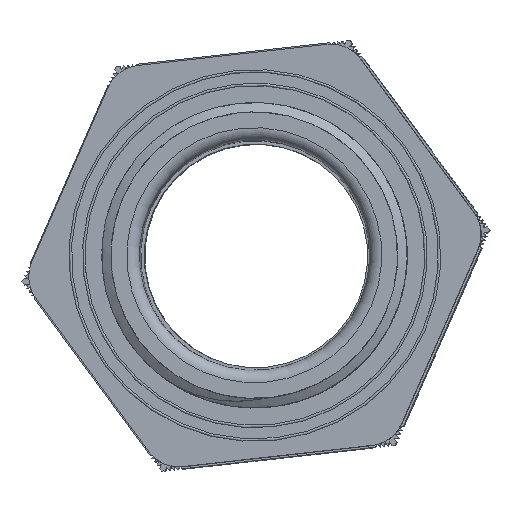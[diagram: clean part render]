
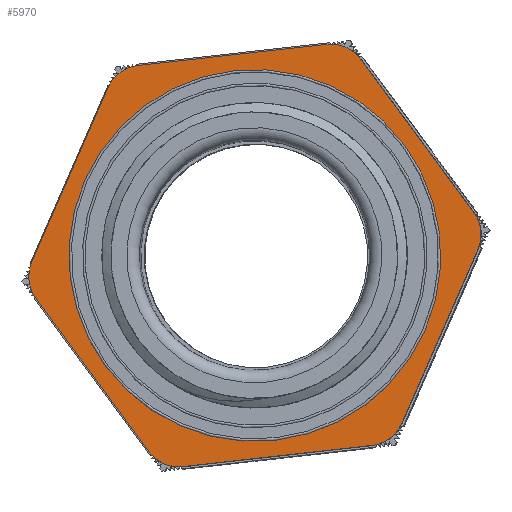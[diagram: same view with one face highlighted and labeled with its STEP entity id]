
A CAD part, top view. The second image highlights one B-rep face of the part: STEP entity #5970.
In plain terms, the highlighted face is planar.
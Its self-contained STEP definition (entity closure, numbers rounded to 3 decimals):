
#125=FACE_BOUND('',#1153,.T.);
#285=CIRCLE('',#6478,3.);
#287=CIRCLE('',#6482,3.);
#288=CIRCLE('',#6483,3.);
#289=CIRCLE('',#6484,3.);
#290=CIRCLE('',#6485,3.);
#291=CIRCLE('',#6486,3.);
#292=CIRCLE('',#6487,15.05);
#488=PLANE('',#6481);
#807=FACE_OUTER_BOUND('',#1152,.T.);
#1152=EDGE_LOOP('',(#4761,#4762,#4763,#4764,#4765,#4766,#4767,#4768,#4769,
#4770,#4771,#4772));
#1153=EDGE_LOOP('',(#4773));
#1555=LINE('',#11805,#2089);
#1558=LINE('',#11811,#2092);
#1559=LINE('',#11815,#2093);
#1560=LINE('',#11819,#2094);
#1561=LINE('',#11823,#2095);
#1562=LINE('',#11827,#2096);
#2089=VECTOR('',#7594,10.);
#2092=VECTOR('',#7599,10.);
#2093=VECTOR('',#7602,10.);
#2094=VECTOR('',#7605,10.);
#2095=VECTOR('',#7608,10.);
#2096=VECTOR('',#7611,10.);
#2744=VERTEX_POINT('',#11795);
#2745=VERTEX_POINT('',#11796);
#2748=VERTEX_POINT('',#11804);
#2750=VERTEX_POINT('',#11810);
#2751=VERTEX_POINT('',#11812);
#2752=VERTEX_POINT('',#11814);
#2753=VERTEX_POINT('',#11816);
#2754=VERTEX_POINT('',#11818);
#2755=VERTEX_POINT('',#11820);
#2756=VERTEX_POINT('',#11822);
#2757=VERTEX_POINT('',#11824);
#2758=VERTEX_POINT('',#11826);
#2759=VERTEX_POINT('',#11829);
#3477=EDGE_CURVE('',#2744,#2745,#285,.T.);
#3481=EDGE_CURVE('',#2748,#2745,#1555,.T.);
#3484=EDGE_CURVE('',#2744,#2750,#1558,.T.);
#3485=EDGE_CURVE('',#2751,#2750,#287,.T.);
#3486=EDGE_CURVE('',#2751,#2752,#1559,.T.);
#3487=EDGE_CURVE('',#2753,#2752,#288,.T.);
#3488=EDGE_CURVE('',#2753,#2754,#1560,.T.);
#3489=EDGE_CURVE('',#2755,#2754,#289,.T.);
#3490=EDGE_CURVE('',#2755,#2756,#1561,.T.);
#3491=EDGE_CURVE('',#2757,#2756,#290,.T.);
#3492=EDGE_CURVE('',#2757,#2758,#1562,.T.);
#3493=EDGE_CURVE('',#2748,#2758,#291,.T.);
#3494=EDGE_CURVE('',#2759,#2759,#292,.T.);
#4761=ORIENTED_EDGE('',*,*,#3477,.F.);
#4762=ORIENTED_EDGE('',*,*,#3484,.T.);
#4763=ORIENTED_EDGE('',*,*,#3485,.F.);
#4764=ORIENTED_EDGE('',*,*,#3486,.T.);
#4765=ORIENTED_EDGE('',*,*,#3487,.F.);
#4766=ORIENTED_EDGE('',*,*,#3488,.T.);
#4767=ORIENTED_EDGE('',*,*,#3489,.F.);
#4768=ORIENTED_EDGE('',*,*,#3490,.T.);
#4769=ORIENTED_EDGE('',*,*,#3491,.F.);
#4770=ORIENTED_EDGE('',*,*,#3492,.T.);
#4771=ORIENTED_EDGE('',*,*,#3493,.F.);
#4772=ORIENTED_EDGE('',*,*,#3481,.T.);
#4773=ORIENTED_EDGE('',*,*,#3494,.T.);
#5970=ADVANCED_FACE('',(#807,#125),#488,.T.);
#6478=AXIS2_PLACEMENT_3D('',#11797,#7586,#7587);
#6481=AXIS2_PLACEMENT_3D('',#11809,#7597,#7598);
#6482=AXIS2_PLACEMENT_3D('',#11813,#7600,#7601);
#6483=AXIS2_PLACEMENT_3D('',#11817,#7603,#7604);
#6484=AXIS2_PLACEMENT_3D('',#11821,#7606,#7607);
#6485=AXIS2_PLACEMENT_3D('',#11825,#7609,#7610);
#6486=AXIS2_PLACEMENT_3D('',#11828,#7612,#7613);
#6487=AXIS2_PLACEMENT_3D('',#11830,#7614,#7615);
#7586=DIRECTION('center_axis',(0.,0.,-1.));
#7587=DIRECTION('ref_axis',(-0.501,0.865,0.));
#7594=DIRECTION('',(-1.,-0.001,0.));
#7597=DIRECTION('center_axis',(0.,0.,1.));
#7598=DIRECTION('ref_axis',(1.,0.,0.));
#7599=DIRECTION('',(-0.499,-0.867,0.));
#7600=DIRECTION('center_axis',(0.,0.,-1.));
#7601=DIRECTION('ref_axis',(-1.,-0.001,0.));
#7602=DIRECTION('',(0.501,-0.865,0.));
#7603=DIRECTION('center_axis',(0.,0.,-1.));
#7604=DIRECTION('ref_axis',(-0.499,-0.867,0.));
#7605=DIRECTION('',(1.,0.001,0.));
#7606=DIRECTION('center_axis',(0.,0.,-1.));
#7607=DIRECTION('ref_axis',(0.501,-0.865,0.));
#7608=DIRECTION('',(0.499,0.867,0.));
#7609=DIRECTION('center_axis',(0.,0.,-1.));
#7610=DIRECTION('ref_axis',(1.,0.001,0.));
#7611=DIRECTION('',(-0.501,0.865,0.));
#7612=DIRECTION('center_axis',(0.,0.,-1.));
#7613=DIRECTION('ref_axis',(0.499,0.867,0.));
#7614=DIRECTION('center_axis',(0.,0.,-1.));
#7615=DIRECTION('ref_axis',(-1.,0.,0.));
#11795=CARTESIAN_POINT('',(-10.314,14.823,18.63));
#11796=CARTESIAN_POINT('',(-7.718,16.326,18.63));
#11797=CARTESIAN_POINT('Origin',(-7.715,13.326,18.63));
#11804=CARTESIAN_POINT('',(7.68,16.344,18.63));
#11805=CARTESIAN_POINT('',(-9.45,16.324,18.63));
#11809=CARTESIAN_POINT('Origin',(0.,0.,18.63));
#11810=CARTESIAN_POINT('',(-17.998,1.479,18.63));
#11811=CARTESIAN_POINT('',(-18.862,-0.022,18.63));
#11812=CARTESIAN_POINT('',(-17.994,-1.521,18.63));
#11813=CARTESIAN_POINT('Origin',(-15.398,-0.018,
18.63));
#11814=CARTESIAN_POINT('',(-10.28,-14.847,18.63));
#11815=CARTESIAN_POINT('',(-9.412,-16.346,18.63));
#11816=CARTESIAN_POINT('',(-7.68,-16.344,18.63));
#11817=CARTESIAN_POINT('Origin',(-7.683,-13.344,18.63));
#11818=CARTESIAN_POINT('',(7.718,-16.326,18.63));
#11819=CARTESIAN_POINT('',(9.45,-16.324,18.63));
#11820=CARTESIAN_POINT('',(10.314,-14.823,18.63));
#11821=CARTESIAN_POINT('Origin',(7.715,-13.326,18.63));
#11822=CARTESIAN_POINT('',(17.998,-1.479,18.63));
#11823=CARTESIAN_POINT('',(18.862,0.022,18.63));
#11824=CARTESIAN_POINT('',(17.994,1.521,18.63));
#11825=CARTESIAN_POINT('Origin',(15.398,0.018,18.63));
#11826=CARTESIAN_POINT('',(10.28,14.847,18.63));
#11827=CARTESIAN_POINT('',(9.412,16.346,18.63));
#11828=CARTESIAN_POINT('Origin',(7.683,13.344,18.63));
#11829=CARTESIAN_POINT('',(15.05,0.,18.63));
#11830=CARTESIAN_POINT('Origin',(0.,0.,18.63));
